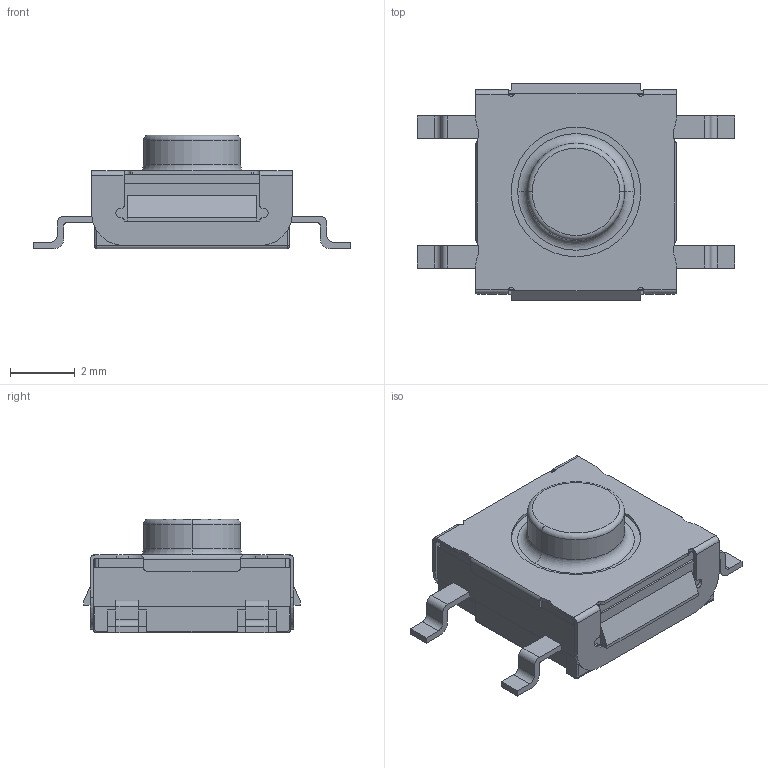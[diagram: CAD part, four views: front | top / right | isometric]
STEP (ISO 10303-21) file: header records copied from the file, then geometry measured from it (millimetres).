
FILE_DESCRIPTION (( 'STEP AP214' ), '1' );
FILE_NAME ('SW-SMD_4P-L6.2-W6.2-P4.00-LS10.0.step', '2022-08-10T09:13:26', ( '' ), ( '' ), 'SwSTEP 2.0', 'SolidWorks 2020', '' );
FILE_SCHEMA (( 'AUTOMOTIVE_DESIGN' ));
Length unit declared in the file: millimetre
Products named in the file (3): 翋极; SW-SMD_4P-L6.2-W6.2-P4.00-LS10.0; 褲极
Assembly tree (2 placements, depth 2):
  SW-SMD_4P-L6.2-W6.2-P4.00-LS10.0
    翋极
    褲极
Bounding box: 9.8 x 6.7 x 3.5 mm (x, y, z)
Volume: 94 mm3; surface area: 493 mm2
Topology: 15 solids, 15 shells, 496 faces, 1325 edges, 878 vertices
Faces by surface type: plane 304, bspline 102, cylinder 82, torus 8
Entity records: 19290 total; most frequent: CARTESIAN_POINT 4166, ORIENTED_EDGE 2650, DIRECTION 2075, EDGE_CURVE 1325, VECTOR 933, LINE 933, VERTEX_POINT 878, AXIS2_PLACEMENT_3D 571
